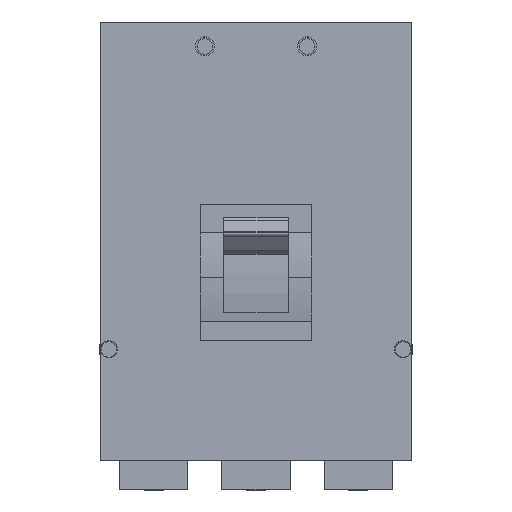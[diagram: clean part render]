
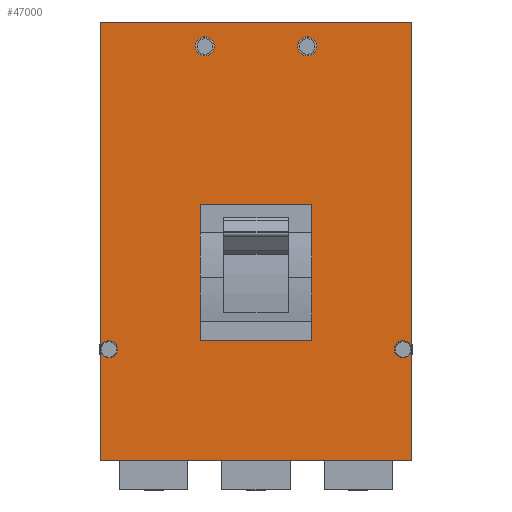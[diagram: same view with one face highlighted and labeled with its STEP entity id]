
A CAD part, top view. The second image highlights one B-rep face of the part: STEP entity #47000.
In plain terms, the highlighted planar face has unit normal (0, 0, 1).
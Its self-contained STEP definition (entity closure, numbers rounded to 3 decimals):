
#40310=CARTESIAN_POINT('',(0.,465.,-60.))
;
#40320=VERTEX_POINT('',#40310);
#40350=CARTESIAN_POINT('',(0.,0.,-60.));
#40360=DIRECTION('',(0.,1.,0.));
#40370=VECTOR('',#40360,1.);
#40380=LINE('',#40350,#40370);
#40390=CARTESIAN_POINT('',(0.,15.,-60.));
#40400=VERTEX_POINT('',#40390);
#40410=EDGE_CURVE('',#40400,#40320,#40380,.T.);
#40570=CARTESIAN_POINT('',(0.,465.,-60.));
#40580=DIRECTION('',(1.,0.,0.));
#40590=VECTOR('',#40580,1.);
#40600=LINE('',#40570,#40590);
#40610=CARTESIAN_POINT('',(320.,465.,-60.));
#40620=VERTEX_POINT('',#40610);
#40630=EDGE_CURVE('',#40320,#40620,#40600,.T.);
#40880=CARTESIAN_POINT('',(320.,0.,-60.));
#40890=DIRECTION('',(0.,-1.,0.));
#40900=VECTOR('',#40890,1.);
#40910=LINE('',#40880,#40900);
#40920=CARTESIAN_POINT('',(320.,15.,-60.));
#40930=VERTEX_POINT('',#40920);
#40940=EDGE_CURVE('',#40620,#40930,#40910,.T.);
#45060=CARTESIAN_POINT('',(0.,15.,-60.));
#45070=DIRECTION('',(-1.,0.,0.));
#45080=VECTOR('',#45070,1.);
#45090=LINE('',#45060,#45080);
#45100=EDGE_CURVE('',#40930,#40400,#45090,.T.);
#45950=CARTESIAN_POINT('',(363.,480.,-60.));
#45960=DIRECTION('',(0.,0.,1.));
#45970=DIRECTION('',(0.,1.,0.));
#45980=AXIS2_PLACEMENT_3D('',#45950,#45960,#45970);
#45990=PLANE('',#45980);
#46000=ORIENTED_EDGE('',*,*,#45100,.F.);
#46010=ORIENTED_EDGE('',*,*,#40410,.F.);
#46020=ORIENTED_EDGE('',*,*,#40630,.F.);
#46030=ORIENTED_EDGE('',*,*,#40940,.F.);
#46040=EDGE_LOOP('',(#46030,#46020,#46010,#46000));
#46050=FACE_OUTER_BOUND('',#46040,.T.);
#46060=CARTESIAN_POINT('',(310.913,128.88,-60.
));
#46070=DIRECTION('',(0.,0.,1.));
#46080=DIRECTION('',(1.,0.,0.));
#46090=AXIS2_PLACEMENT_3D('',#46060,#46070,#46080);
#46100=CIRCLE('',#46090,8.75);
#46110=CARTESIAN_POINT('',(319.663,128.88,-60.
));
#46120=VERTEX_POINT('',#46110);
#46130=CARTESIAN_POINT('',(302.163,128.88,-60.
));
#46140=VERTEX_POINT('',#46130);
#46150=EDGE_CURVE('',#46120,#46140,#46100,.T.);
#46160=ORIENTED_EDGE('',*,*,#46150,.F.);
#46170=EDGE_CURVE('',#46140,#46120,#46100,.T.);
#46180=ORIENTED_EDGE('',*,*,#46170,.F.);
#46190=EDGE_LOOP('',(#46180,#46160));
#46200=FACE_BOUND('',#46190,.T.);
#46210=CARTESIAN_POINT('',(9.,129.,-60.));
#46220=DIRECTION('',(0.,0.,1.));
#46230=DIRECTION('',(1.,0.,0.));
#46240=AXIS2_PLACEMENT_3D('',#46210,#46220,#46230);
#46250=CIRCLE('',#46240,8.75);
#46260=CARTESIAN_POINT('',(17.75,129.,-60.));
#46270=VERTEX_POINT('',#46260);
#46280=CARTESIAN_POINT('',(0.25,129.,-60.));
#46290=VERTEX_POINT('',#46280);
#46300=EDGE_CURVE('',#46270,#46290,#46250,.T.);
#46310=ORIENTED_EDGE('',*,*,#46300,.F.);
#46320=EDGE_CURVE('',#46290,#46270,#46250,.T.);
#46330=ORIENTED_EDGE('',*,*,#46320,.F.);
#46340=EDGE_LOOP('',(#46330,#46310));
#46350=FACE_BOUND('',#46340,.T.);
#46360=CARTESIAN_POINT('',(212.5,440.,-60.));
#46370=DIRECTION('',(0.,0.,1.));
#46380=DIRECTION('',(1.,0.,0.));
#46390=AXIS2_PLACEMENT_3D('',#46360,#46370,#46380);
#46400=CIRCLE('',#46390,9.75);
#46410=CARTESIAN_POINT('',(222.25,440.,-60.));
#46420=VERTEX_POINT('',#46410);
#46430=CARTESIAN_POINT('',(202.75,440.,-60.));
#46440=VERTEX_POINT('',#46430);
#46450=EDGE_CURVE('',#46420,#46440,#46400,.T.);
#46460=ORIENTED_EDGE('',*,*,#46450,.F.);
#46470=EDGE_CURVE('',#46440,#46420,#46400,.T.);
#46480=ORIENTED_EDGE('',*,*,#46470,.F.);
#46490=EDGE_LOOP('',(#46480,#46460));
#46500=FACE_BOUND('',#46490,.T.);
#46510=CARTESIAN_POINT('',(107.5,440.,-60.));
#46520=DIRECTION('',(0.,0.,1.));
#46530=DIRECTION('',(1.,0.,0.));
#46540=AXIS2_PLACEMENT_3D('',#46510,#46520,#46530);
#46550=CIRCLE('',#46540,9.75);
#46560=CARTESIAN_POINT('',(117.25,440.,-60.));
#46570=VERTEX_POINT('',#46560);
#46580=CARTESIAN_POINT('',(97.75,440.,-60.));
#46590=VERTEX_POINT('',#46580);
#46600=EDGE_CURVE('',#46570,#46590,#46550,.T.);
#46610=ORIENTED_EDGE('',*,*,#46600,.F.);
#46620=EDGE_CURVE('',#46590,#46570,#46550,.T.);
#46630=ORIENTED_EDGE('',*,*,#46620,.F.);
#46640=EDGE_LOOP('',(#46630,#46610));
#46650=FACE_BOUND('',#46640,.T.);
#46660=CARTESIAN_POINT('',(217.5,0.,-60.));
#46670=DIRECTION('',(0.,1.,0.));
#46680=VECTOR('',#46670,1.);
#46690=LINE('',#46660,#46680);
#46700=CARTESIAN_POINT('',(217.5,138.,-60.));
#46710=VERTEX_POINT('',#46700);
#46720=CARTESIAN_POINT('',(217.5,278.,-60.));
#46730=VERTEX_POINT('',#46720);
#46740=EDGE_CURVE('',#46710,#46730,#46690,.T.);
#46750=ORIENTED_EDGE('',*,*,#46740,.F.);
#46760=CARTESIAN_POINT('',(0.,278.,-60.));
#46770=DIRECTION('',(-1.,0.,0.));
#46780=VECTOR('',#46770,1.);
#46790=LINE('',#46760,#46780);
#46800=CARTESIAN_POINT('',(102.5,278.,-60.));
#46810=VERTEX_POINT('',#46800);
#46820=EDGE_CURVE('',#46730,#46810,#46790,.T.);
#46830=ORIENTED_EDGE('',*,*,#46820,.F.);
#46840=CARTESIAN_POINT('',(102.5,0.,-60.));
#46850=DIRECTION('',(0.,1.,0.));
#46860=VECTOR('',#46850,1.);
#46870=LINE('',#46840,#46860);
#46880=CARTESIAN_POINT('',(102.5,138.,-60.));
#46890=VERTEX_POINT('',#46880);
#46900=EDGE_CURVE('',#46890,#46810,#46870,.T.);
#46910=ORIENTED_EDGE('',*,*,#46900,.T.);
#46920=CARTESIAN_POINT('',(0.,138.,-60.));
#46930=DIRECTION('',(1.,0.,0.));
#46940=VECTOR('',#46930,1.);
#46950=LINE('',#46920,#46940);
#46960=EDGE_CURVE('',#46890,#46710,#46950,.T.);
#46970=ORIENTED_EDGE('',*,*,#46960,.F.);
#46980=EDGE_LOOP('',(#46970,#46910,#46830,#46750));
#46990=FACE_BOUND('',#46980,.T.);
#47000=ADVANCED_FACE('',(#46050,#46200,#46350,#46500,#46650,#46990),
#45990,.T.);
